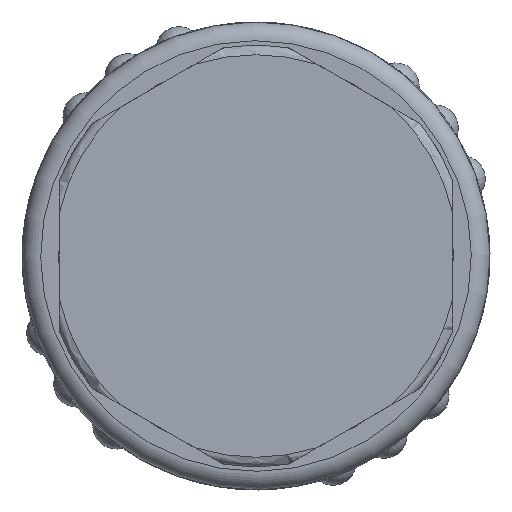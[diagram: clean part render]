
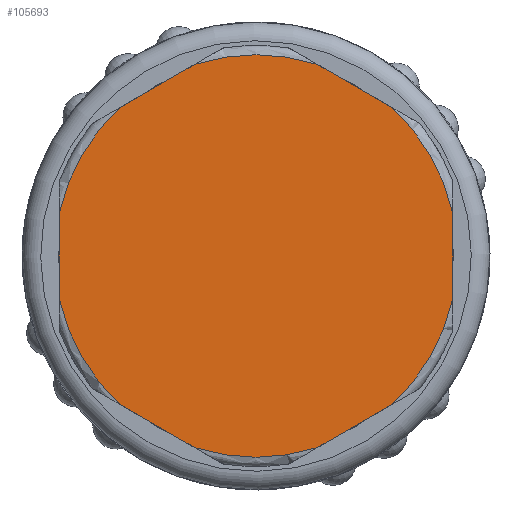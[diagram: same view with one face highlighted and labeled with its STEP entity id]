
A CAD part, left-side view. The second image highlights one B-rep face of the part: STEP entity #105693.
In plain terms, the highlighted planar face has unit normal (-1, 0, 0).
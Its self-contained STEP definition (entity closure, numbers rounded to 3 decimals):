
#104371=CARTESIAN_POINT('',(0.0,7.246,-7.941));
#104372=VERTEX_POINT('',#104371);
#104373=CARTESIAN_POINT('',(0.0,3.254,-10.246));
#104374=VERTEX_POINT('',#104373);
#104375=CARTESIAN_POINT('',(0.,7.246,-7.941));
#104376=DIRECTION('',(0.0,-0.866,-0.5));
#104377=VECTOR('',#104376,4.61);
#104378=LINE('',#104375,#104377);
#104379=EDGE_CURVE('',#104372,#104374,#104378,.T.);
#104503=CARTESIAN_POINT('',(0.0,-3.254,-10.246));
#104504=VERTEX_POINT('',#104503);
#104505=CARTESIAN_POINT('',(0.0,-7.246,-7.941));
#104506=VERTEX_POINT('',#104505);
#104507=CARTESIAN_POINT('',(0.,-3.254,-10.246));
#104508=DIRECTION('',(0.0,-0.866,0.5));
#104509=VECTOR('',#104508,4.61);
#104510=LINE('',#104507,#104509);
#104511=EDGE_CURVE('',#104504,#104506,#104510,.T.);
#104635=CARTESIAN_POINT('',(0.0,-10.5,-2.305));
#104636=VERTEX_POINT('',#104635);
#104637=CARTESIAN_POINT('',(0.0,-10.5,2.305));
#104638=VERTEX_POINT('',#104637);
#104639=CARTESIAN_POINT('',(0.,-10.5,-2.305));
#104640=DIRECTION('',(0.0,0.0,1.0));
#104641=VECTOR('',#104640,4.61);
#104642=LINE('',#104639,#104641);
#104643=EDGE_CURVE('',#104636,#104638,#104642,.T.);
#104767=CARTESIAN_POINT('',(0.0,-7.246,7.941));
#104768=VERTEX_POINT('',#104767);
#104769=CARTESIAN_POINT('',(0.0,-3.254,10.246));
#104770=VERTEX_POINT('',#104769);
#104771=CARTESIAN_POINT('',(0.,-7.246,7.941));
#104772=DIRECTION('',(0.0,0.866,0.5));
#104773=VECTOR('',#104772,4.61);
#104774=LINE('',#104771,#104773);
#104775=EDGE_CURVE('',#104768,#104770,#104774,.T.);
#104899=CARTESIAN_POINT('',(0.0,3.254,10.246));
#104900=VERTEX_POINT('',#104899);
#104901=CARTESIAN_POINT('',(0.0,7.246,7.941));
#104902=VERTEX_POINT('',#104901);
#104903=CARTESIAN_POINT('',(0.,3.254,10.246));
#104904=DIRECTION('',(0.0,0.866,-0.5));
#104905=VECTOR('',#104904,4.61);
#104906=LINE('',#104903,#104905);
#104907=EDGE_CURVE('',#104900,#104902,#104906,.T.);
#105446=CARTESIAN_POINT('',(0.0,10.5,-2.305));
#105447=VERTEX_POINT('',#105446);
#105448=CARTESIAN_POINT('',(0.0,0.0,0.0));
#105449=DIRECTION('',(1.0,0.0,0.0));
#105450=DIRECTION('',(0.0,1.0,0.0));
#105451=AXIS2_PLACEMENT_3D('',#105448,#105449,#105450);
#105452=CIRCLE('',#105451,10.75);
#105453=EDGE_CURVE('',#104372,#105447,#105452,.T.);
#105481=CARTESIAN_POINT('',(0.0,10.5,2.305));
#105482=VERTEX_POINT('',#105481);
#105498=CARTESIAN_POINT('',(0.0,0.0,0.0));
#105499=DIRECTION('',(1.0,0.0,0.0));
#105500=DIRECTION('',(0.0,1.0,0.0));
#105501=AXIS2_PLACEMENT_3D('',#105498,#105499,#105500);
#105502=CIRCLE('',#105501,10.75);
#105503=EDGE_CURVE('',#105482,#104902,#105502,.T.);
#105516=CARTESIAN_POINT('',(0.0,0.0,0.0));
#105517=DIRECTION('',(1.0,0.0,0.0));
#105518=DIRECTION('',(0.0,1.0,0.0));
#105519=AXIS2_PLACEMENT_3D('',#105516,#105517,#105518);
#105520=CIRCLE('',#105519,10.75);
#105521=EDGE_CURVE('',#104900,#104770,#105520,.T.);
#105534=CARTESIAN_POINT('',(0.0,0.0,0.0));
#105535=DIRECTION('',(1.0,0.0,0.0));
#105536=DIRECTION('',(0.0,1.0,0.0));
#105537=AXIS2_PLACEMENT_3D('',#105534,#105535,#105536);
#105538=CIRCLE('',#105537,10.75);
#105539=EDGE_CURVE('',#104768,#104638,#105538,.T.);
#105552=CARTESIAN_POINT('',(0.0,0.0,0.0));
#105553=DIRECTION('',(1.0,0.0,0.0));
#105554=DIRECTION('',(0.0,1.0,0.0));
#105555=AXIS2_PLACEMENT_3D('',#105552,#105553,#105554);
#105556=CIRCLE('',#105555,10.75);
#105557=EDGE_CURVE('',#104636,#104506,#105556,.T.);
#105567=CARTESIAN_POINT('',(0.,10.5,2.305));
#105568=DIRECTION('',(0.0,0.0,-1.0));
#105569=VECTOR('',#105568,4.61);
#105570=LINE('',#105567,#105569);
#105571=EDGE_CURVE('',#105482,#105447,#105570,.T.);
#105668=CARTESIAN_POINT('',(0.,8.55,0.0));
#105669=DIRECTION('',(-1.0,0.0,0.0));
#105670=DIRECTION('',(0.0,0.0,1.0));
#105671=AXIS2_PLACEMENT_3D('',#105668,#105669,#105670);
#105672=PLANE('',#105671);
#105673=ORIENTED_EDGE('',*,*,#104379,.T.);
#105674=CARTESIAN_POINT('',(0.0,0.0,0.0));
#105675=DIRECTION('',(1.0,0.0,0.0));
#105676=DIRECTION('',(0.0,1.0,0.0));
#105677=AXIS2_PLACEMENT_3D('',#105674,#105675,#105676);
#105678=CIRCLE('',#105677,10.75);
#105679=EDGE_CURVE('',#104504,#104374,#105678,.T.);
#105680=ORIENTED_EDGE('',*,*,#105679,.F.);
#105681=ORIENTED_EDGE('',*,*,#104511,.T.);
#105682=ORIENTED_EDGE('',*,*,#105557,.F.);
#105683=ORIENTED_EDGE('',*,*,#104643,.T.);
#105684=ORIENTED_EDGE('',*,*,#105539,.F.);
#105685=ORIENTED_EDGE('',*,*,#104775,.T.);
#105686=ORIENTED_EDGE('',*,*,#105521,.F.);
#105687=ORIENTED_EDGE('',*,*,#104907,.T.);
#105688=ORIENTED_EDGE('',*,*,#105503,.F.);
#105689=ORIENTED_EDGE('',*,*,#105571,.T.);
#105690=ORIENTED_EDGE('',*,*,#105453,.F.);
#105691=EDGE_LOOP('',(#105673,#105680,#105681,#105682,#105683,#105684,#105685,#105686,#105687,#105688,#105689,#105690));
#105692=FACE_OUTER_BOUND('',#105691,.T.);
#105693=ADVANCED_FACE('',(#105692),#105672,.T.);
